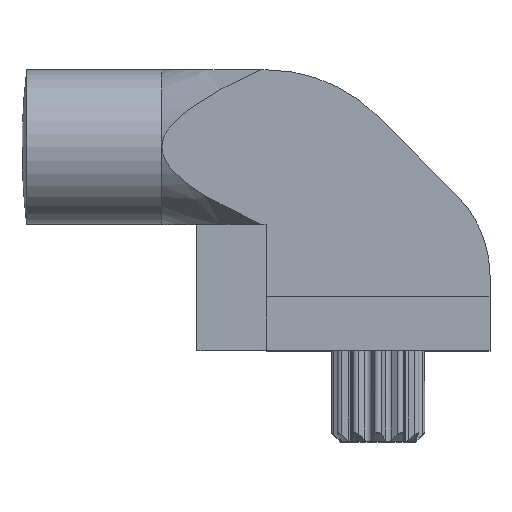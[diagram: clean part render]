
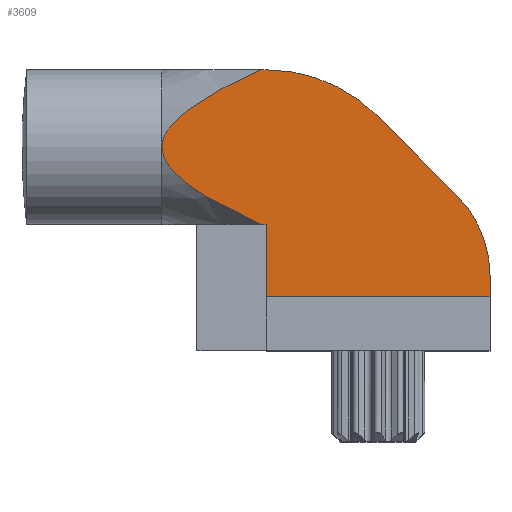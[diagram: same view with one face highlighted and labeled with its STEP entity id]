
A CAD part, top view. The second image highlights one B-rep face of the part: STEP entity #3609.
In plain terms, the highlighted planar face has unit normal (0, 0, 1).
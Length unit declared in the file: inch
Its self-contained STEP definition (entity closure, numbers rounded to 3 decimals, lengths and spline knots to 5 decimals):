
#782=DIRECTION('',(-1.,0.,0.));
#783=VECTOR('',#782,0.00694);
#784=CARTESIAN_POINT('',(0.01255,0.345,0.095));
#785=LINE('',#784,#783);
#786=CARTESIAN_POINT('',(0.01255,0.152,0.095));
#787=DIRECTION('',(0.,0.,1.));
#788=DIRECTION('',(0.707,0.707,0.));
#789=AXIS2_PLACEMENT_3D('',#786,#787,#788);
#791=DIRECTION('',(-0.707,0.707,0.));
#792=VECTOR('',#791,0.13785);
#793=CARTESIAN_POINT('',(0.24649,0.19099,0.095));
#794=LINE('',#793,#792);
#795=CARTESIAN_POINT('',(0.1475,0.092,0.095));
#796=DIRECTION('',(0.,0.,1.));
#797=DIRECTION('',(1.,0.,0.));
#798=AXIS2_PLACEMENT_3D('',#795,#796,#797);
#800=DIRECTION('',(0.,1.,0.));
#801=VECTOR('',#800,0.026);
#802=CARTESIAN_POINT('',(0.2875,0.066,0.095));
#803=LINE('',#802,#801);
#804=DIRECTION('',(-1.,0.,0.));
#805=VECTOR('',#804,0.275);
#806=CARTESIAN_POINT('',(0.2875,0.066,0.095));
#807=LINE('',#806,#805);
#808=DIRECTION('',(0.,-1.,0.));
#809=VECTOR('',#808,0.089);
#810=CARTESIAN_POINT('',(0.0125,0.155,0.095));
#811=LINE('',#810,#809);
#812=DIRECTION('',(1.,0.,0.));
#813=VECTOR('',#812,0.00689);
#814=CARTESIAN_POINT('',(0.00561,0.155,0.095));
#815=LINE('',#814,#813);
#816=CARTESIAN_POINT('',(0.00561,0.155,0.095));
#817=CARTESIAN_POINT('',(-0.00125,0.15815,0.095));
#818=CARTESIAN_POINT('',(-0.01434,0.16432,0.095));
#819=CARTESIAN_POINT('',(-0.03198,0.17314,0.095));
#820=CARTESIAN_POINT('',(-0.04783,0.18161,0.095));
#821=CARTESIAN_POINT('',(-0.06196,0.1898,0.095));
#822=CARTESIAN_POINT('',(-0.07446,0.19777,0.095));
#823=CARTESIAN_POINT('',(-0.08537,0.20559,0.095));
#824=CARTESIAN_POINT('',(-0.09468,0.21328,0.095));
#825=CARTESIAN_POINT('',(-0.10239,0.22092,0.095));
#826=CARTESIAN_POINT('',(-0.1084,0.22851,0.095));
#827=CARTESIAN_POINT('',(-0.11263,0.236,0.095));
#828=CARTESIAN_POINT('',(-0.11501,0.24317,0.095));
#829=CARTESIAN_POINT('',(-0.1155,0.24775,0.095));
#830=CARTESIAN_POINT('',(-0.1155,0.25,0.095));
#832=CARTESIAN_POINT('',(-0.1155,0.25,0.095));
#833=CARTESIAN_POINT('',(-0.1155,0.25223,0.095));
#834=CARTESIAN_POINT('',(-0.11501,0.2568,0.095));
#835=CARTESIAN_POINT('',(-0.11266,0.26392,0.095));
#836=CARTESIAN_POINT('',(-0.10846,0.27141,0.095));
#837=CARTESIAN_POINT('',(-0.10246,0.279,0.095));
#838=CARTESIAN_POINT('',(-0.09476,0.28665,0.095));
#839=CARTESIAN_POINT('',(-0.08545,0.29435,0.095));
#840=CARTESIAN_POINT('',(-0.07453,0.30217,0.095));
#841=CARTESIAN_POINT('',(-0.06202,0.31016,0.095));
#842=CARTESIAN_POINT('',(-0.04788,0.31835,0.095));
#843=CARTESIAN_POINT('',(-0.03201,0.32684,0.095));
#844=CARTESIAN_POINT('',(-0.01436,0.33567,0.095));
#845=CARTESIAN_POINT('',(-0.00126,0.34184,0.095));
#846=CARTESIAN_POINT('',(0.00561,0.345,0.095));
#2438=CARTESIAN_POINT('',(0.2875,0.092,0.095));
#2439=CARTESIAN_POINT('',(0.24649,0.19099,0.095));
#2440=VERTEX_POINT('',#2438);
#2441=VERTEX_POINT('',#2439);
#2442=CARTESIAN_POINT('',(0.14902,0.28847,0.095));
#2443=VERTEX_POINT('',#2442);
#2444=CARTESIAN_POINT('',(0.01255,0.345,0.095));
#2445=VERTEX_POINT('',#2444);
#2466=CARTESIAN_POINT('',(0.2875,0.066,0.095));
#2467=CARTESIAN_POINT('',(0.0125,0.066,0.095));
#2468=VERTEX_POINT('',#2466);
#2469=VERTEX_POINT('',#2467);
#2476=CARTESIAN_POINT('',(0.00561,0.345,0.095));
#2477=VERTEX_POINT('',#2476);
#2486=CARTESIAN_POINT('',(0.0125,0.155,0.095));
#2487=VERTEX_POINT('',#2486);
#2490=CARTESIAN_POINT('',(0.00561,0.155,0.095));
#2491=VERTEX_POINT('',#2490);
#2526=CARTESIAN_POINT('',(-0.1155,0.25,0.095));
#2527=VERTEX_POINT('',#2526);
#3592=CARTESIAN_POINT('',(0.,0.,0.095));
#3593=DIRECTION('',(0.,0.,1.));
#3594=DIRECTION('',(1.,0.,0.));
#3595=AXIS2_PLACEMENT_3D('',#3592,#3593,#3594);
#3596=PLANE('',#3595);
#3597=ORIENTED_EDGE('',*,*,#2948,.F.);
#3598=ORIENTED_EDGE('',*,*,#2965,.F.);
#3599=ORIENTED_EDGE('',*,*,#2979,.F.);
#3600=ORIENTED_EDGE('',*,*,#2994,.F.);
#3601=ORIENTED_EDGE('',*,*,#3046,.F.);
#3602=ORIENTED_EDGE('',*,*,#3383,.T.);
#3603=ORIENTED_EDGE('',*,*,#3418,.F.);
#3604=ORIENTED_EDGE('',*,*,#3455,.F.);
#3605=ORIENTED_EDGE('',*,*,#3586,.T.);
#3606=ORIENTED_EDGE('',*,*,#3573,.T.);
#3607=EDGE_LOOP('',(#3597,#3598,#3599,#3600,#3601,#3602,#3603,#3604,#3605,
#3606));
#3608=FACE_OUTER_BOUND('',#3607,.F.);
#3609=ADVANCED_FACE('',(#3608),#3596,.T.);
#790=CIRCLE('',#789,0.193);
#799=CIRCLE('',#798,0.14);
#831=B_SPLINE_CURVE_WITH_KNOTS('',3,(#816,#817,#818,#819,#820,#821,#822,#823,
#824,#825,#826,#827,#828,#829,#830),.UNSPECIFIED.,.F.,.F.,(4,1,1,1,1,1,1,1,1,1,
1,1,4),(0.,0.08333,0.16667,0.25,0.33333,
0.41667,0.5,0.58333,0.66667,0.75,
0.83333,0.91667,1.),.UNSPECIFIED.);
#847=B_SPLINE_CURVE_WITH_KNOTS('',3,(#832,#833,#834,#835,#836,#837,#838,#839,
#840,#841,#842,#843,#844,#845,#846),.UNSPECIFIED.,.F.,.F.,(4,1,1,1,1,1,1,1,1,1,
1,1,4),(0.,0.08333,0.16667,0.25,0.33333,
0.41667,0.5,0.58333,0.66667,0.75,
0.83333,0.91667,1.),.UNSPECIFIED.);
#2948=EDGE_CURVE('',#2445,#2477,#785,.T.);
#2965=EDGE_CURVE('',#2443,#2445,#790,.T.);
#2979=EDGE_CURVE('',#2441,#2443,#794,.T.);
#2994=EDGE_CURVE('',#2440,#2441,#799,.T.);
#3046=EDGE_CURVE('',#2468,#2440,#803,.T.);
#3383=EDGE_CURVE('',#2468,#2469,#807,.T.);
#3418=EDGE_CURVE('',#2487,#2469,#811,.T.);
#3455=EDGE_CURVE('',#2491,#2487,#815,.T.);
#3573=EDGE_CURVE('',#2527,#2477,#847,.T.);
#3586=EDGE_CURVE('',#2491,#2527,#831,.T.);
